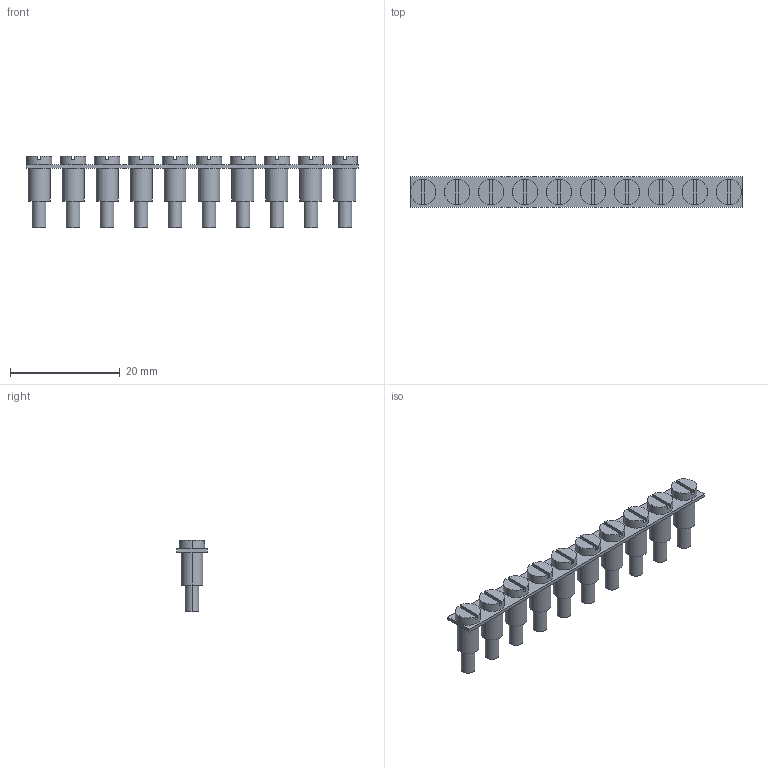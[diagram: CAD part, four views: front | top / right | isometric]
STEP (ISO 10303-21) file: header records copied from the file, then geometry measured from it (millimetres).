
FILE_DESCRIPTION((''),'2;1');
FILE_NAME('PM310_ASM','2022-09-21T13:41:52',('klemen.sitar'),('Audax d.o.o.'),'CREO PARAMETRIC BY PTC INC, 2021304','CREO PARAMETRIC BY PTC INC, 2021304','');
FILE_SCHEMA(('AP242_MANAGED_MODEL_BASED_3D_ENGINEERING_MIM_LF { 1 0 10303 442 1 1 4 }'));
Length unit declared in the file: millimetre
Products named in the file (2): PM310-34470; PM310_ASM
Assembly tree (1 placements, depth 2):
  PM310_ASM
    PM310-34470
Bounding box: 60.6 x 5.5 x 13.1 mm (x, y, z)
Volume: 1441.1 mm3; surface area: 2171.4 mm2
Topology: 1 solids, 1 shells, 136 faces, 313 edges, 209 vertices
Faces by surface type: plane 76, cylinder 60
Entity records: 6013 total; most frequent: DIRECTION 754, CARTESIAN_POINT 666, ORIENTED_EDGE 626, PRESENTATION_STYLE_ASSIGNMENT 452, STYLED_ITEM 452, CURVE_STYLE 315, EDGE_CURVE 313, AXIS2_PLACEMENT_3D 301
